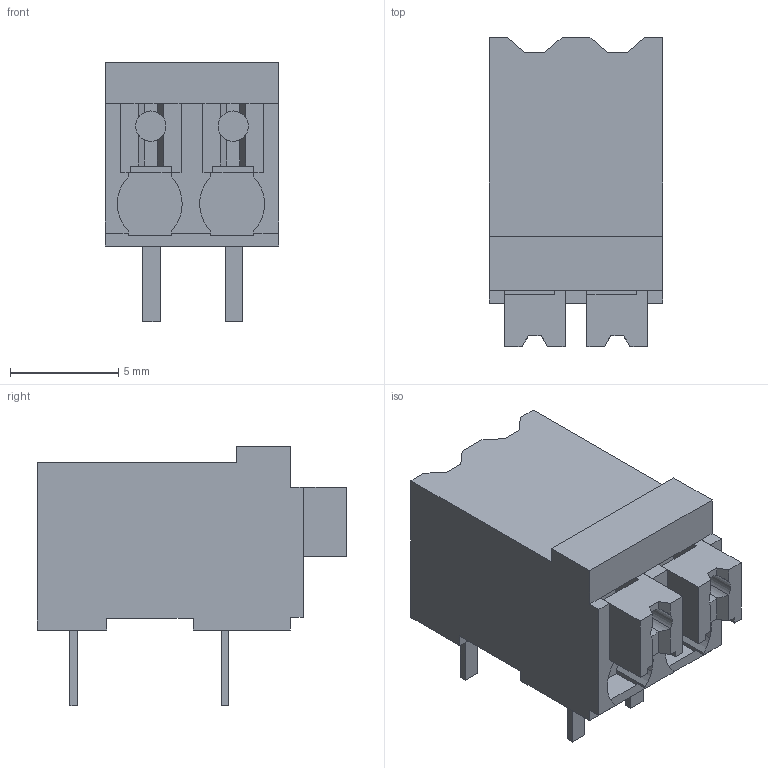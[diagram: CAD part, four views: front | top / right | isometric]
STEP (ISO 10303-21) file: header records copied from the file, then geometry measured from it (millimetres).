
FILE_DESCRIPTION(('CATIA V5 STEP Exchange','CAx-IF Rec.Pracs.--- Model Styling and Organization---1.2---2011-12-15'),'2;1');
FILE_NAME ('D1456785_0', '2018-03-22T10:00:34+00:00', ('none'), ('Weidmueller'), 'CATIA Version 5-6 Release 2014', 'CATIA V5 STEP AP214', 'none');
FILE_SCHEMA(('AUTOMOTIVE_DESIGN { 1 0 10303 214 1 1 1 1 }'));
Length unit declared in the file: millimetre
Products named in the file (1): 1824620000
Bounding box: 8.01 x 14.3 x 12 mm (x, y, z)
Volume: 689.9 mm3; surface area: 794.6 mm2
Topology: 7 solids, 7 shells, 168 faces, 451 edges, 295 vertices
Faces by surface type: plane 144, cylinder 24
Entity records: 5166 total; most frequent: CARTESIAN_POINT 952, ORIENTED_EDGE 902, DIRECTION 701, EDGE_CURVE 451, VECTOR 401, LINE 401, VERTEX_POINT 295, AXIS2_PLACEMENT_3D 170
